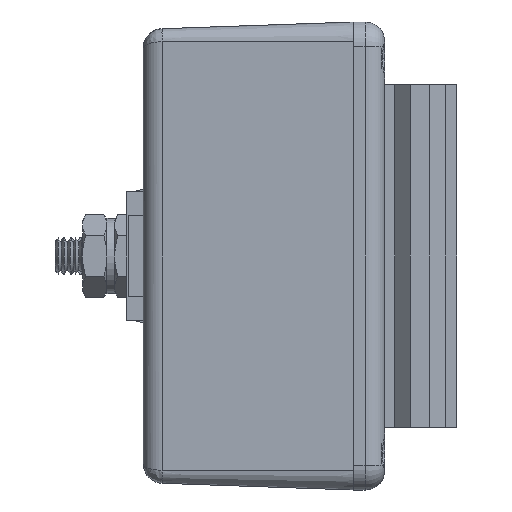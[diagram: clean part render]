
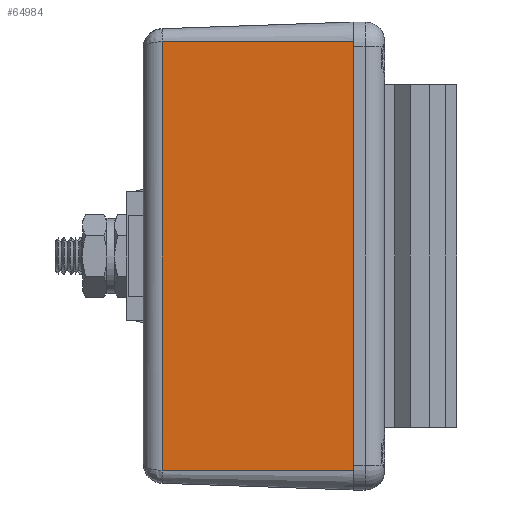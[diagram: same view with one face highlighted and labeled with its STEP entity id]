
A CAD part, left-side view. The second image highlights one B-rep face of the part: STEP entity #64984.
In plain terms, the highlighted planar face has unit normal (-0.999, 0.035, 0).
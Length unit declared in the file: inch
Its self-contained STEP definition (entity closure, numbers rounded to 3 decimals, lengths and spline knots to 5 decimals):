
#5474 = CARTESIAN_POINT ( 'NONE',  ( -2.188, 0., -1.085 ) ) ;
#7995 = VERTEX_POINT ( 'NONE', #17344 ) ;
#9875 = VECTOR ( 'NONE', #24632, 39.37008 ) ;
#11652 = DIRECTION ( 'NONE',  ( -0.035, -0.999, 0. ) ) ;
#11917 = AXIS2_PLACEMENT_3D ( 'NONE', #13817, #14341, #41861 ) ;
#12362 = CARTESIAN_POINT ( 'NONE',  ( -2.15421, 0.96749, -1.085 ) ) ;
#13817 = CARTESIAN_POINT ( 'NONE',  ( -2.188, 0., -1.085 ) ) ;
#14341 = DIRECTION ( 'NONE',  ( -0.999, 0.035, 0. ) ) ;
#15812 = VECTOR ( 'NONE', #53515, 39.37008 ) ;
#17344 = CARTESIAN_POINT ( 'NONE',  ( -2.188, 0., -1.085 ) ) ;
#19959 = LINE ( 'NONE', #53235, #9875 ) ;
#20658 = ORIENTED_EDGE ( 'NONE', *, *, #72329, .T. ) ;
#21753 = ORIENTED_EDGE ( 'NONE', *, *, #74234, .T. ) ;
#24632 = DIRECTION ( 'NONE',  ( -0.035, -0.999, 0. ) ) ;
#26840 = LINE ( 'NONE', #70162, #15812 ) ;
#28310 = VECTOR ( 'NONE', #66419, 39.37008 ) ;
#30838 = CARTESIAN_POINT ( 'NONE',  ( -2.15421, 0.96749, 1.085 ) ) ;
#40788 = ORIENTED_EDGE ( 'NONE', *, *, #45531, .F. ) ;
#41861 = DIRECTION ( 'NONE',  ( -0.035, -0.999, 0. ) ) ;
#43204 = CARTESIAN_POINT ( 'NONE',  ( -2.188, 0., 1.085 ) ) ;
#44007 = VERTEX_POINT ( 'NONE', #43204 ) ;
#45531 = EDGE_CURVE ( 'NONE', #72380, #44007, #19959, .T. ) ;
#46374 = ORIENTED_EDGE ( 'NONE', *, *, #70201, .T. ) ;
#48974 = CARTESIAN_POINT ( 'NONE',  ( -2.15421, 0.96749, -1.085 ) ) ;
#53235 = CARTESIAN_POINT ( 'NONE',  ( -2.188, 0., 1.085 ) ) ;
#53515 = DIRECTION ( 'NONE',  ( 0., 0., 1. ) ) ;
#58018 = VECTOR ( 'NONE', #11652, 39.37008 ) ;
#60848 = PLANE ( 'NONE',  #11917 ) ;
#61846 = EDGE_LOOP ( 'NONE', ( #40788, #46374, #21753, #20658 ) ) ;
#64984 = ADVANCED_FACE ( 'NONE', ( #71157 ), #60848, .T. ) ;
#66419 = DIRECTION ( 'NONE',  ( 0., 0., -1. ) ) ;
#66520 = VERTEX_POINT ( 'NONE', #12362 ) ;
#67225 = LINE ( 'NONE', #5474, #58018 ) ;
#70162 = CARTESIAN_POINT ( 'NONE',  ( -2.188, 0., -1.085 ) ) ;
#70201 = EDGE_CURVE ( 'NONE', #72380, #66520, #74947, .T. ) ;
#71157 = FACE_OUTER_BOUND ( 'NONE', #61846, .T. ) ;
#72329 = EDGE_CURVE ( 'NONE', #7995, #44007, #26840, .T. ) ;
#72380 = VERTEX_POINT ( 'NONE', #30838 ) ;
#74234 = EDGE_CURVE ( 'NONE', #66520, #7995, #67225, .T. ) ;
#74947 = LINE ( 'NONE', #48974, #28310 ) ;
